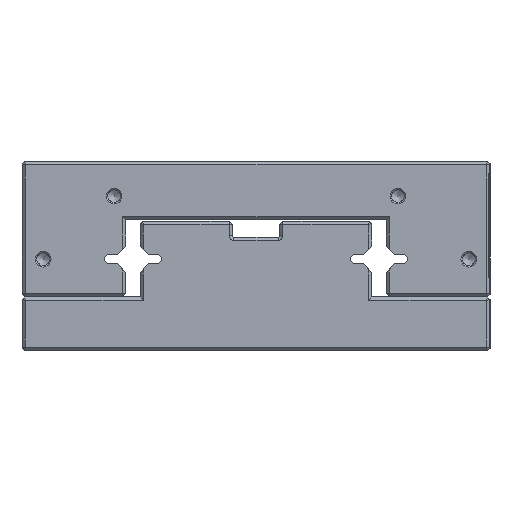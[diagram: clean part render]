
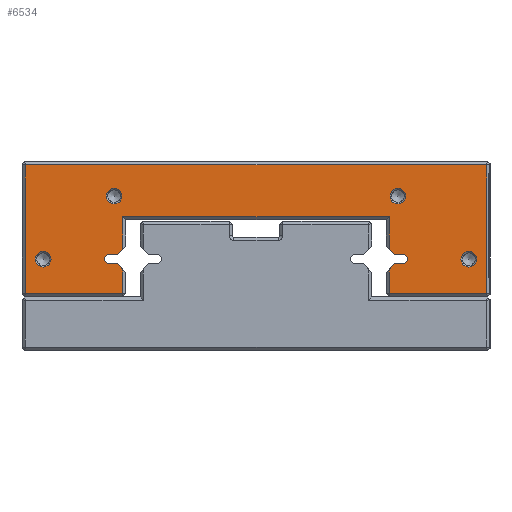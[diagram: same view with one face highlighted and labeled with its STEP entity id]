
A CAD part, left-side view. The second image highlights one B-rep face of the part: STEP entity #6534.
In plain terms, the highlighted planar face has unit normal (-1, 0, 0).
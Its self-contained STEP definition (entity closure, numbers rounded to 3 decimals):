
#5289=FACE_BOUND('',#10242,.T.);
#5290=FACE_BOUND('',#10243,.T.);
#5291=FACE_BOUND('',#10244,.T.);
#5292=FACE_BOUND('',#10245,.T.);
#5293=FACE_BOUND('',#10246,.T.);
#5960=CIRCLE('',#28112,1.5);
#5965=CIRCLE('',#28125,1.5);
#5971=CIRCLE('',#28137,2.5);
#5972=CIRCLE('',#28138,2.5);
#5973=CIRCLE('',#28139,2.5);
#5974=CIRCLE('',#28140,2.5);
#6534=ADVANCED_FACE('',(#5289,#5290,#5291,#5292,#5293),#7831,.T.);
#7831=PLANE('',#28141);
#10242=EDGE_LOOP('',(#13485,#13486,#13487,#13488,#13489,#13490,#13491,#13492,
#13493,#13494,#13495,#13496,#13497,#13498,#13499,#13500,#13501,#13502,#13503,
#13504,#13505,#13506,#13507,#13508));
#10243=EDGE_LOOP('',(#13509));
#10244=EDGE_LOOP('',(#13510));
#10245=EDGE_LOOP('',(#13511));
#10246=EDGE_LOOP('',(#13512));
#13485=ORIENTED_EDGE('',*,*,#21053,.F.);
#13486=ORIENTED_EDGE('',*,*,#21094,.T.);
#13487=ORIENTED_EDGE('',*,*,#21095,.T.);
#13488=ORIENTED_EDGE('',*,*,#21096,.T.);
#13489=ORIENTED_EDGE('',*,*,#21036,.F.);
#13490=ORIENTED_EDGE('',*,*,#21030,.F.);
#13491=ORIENTED_EDGE('',*,*,#21027,.F.);
#13492=ORIENTED_EDGE('',*,*,#21024,.F.);
#13493=ORIENTED_EDGE('',*,*,#21022,.F.);
#13494=ORIENTED_EDGE('',*,*,#21097,.T.);
#13495=ORIENTED_EDGE('',*,*,#21098,.T.);
#13496=ORIENTED_EDGE('',*,*,#21099,.T.);
#13497=ORIENTED_EDGE('',*,*,#21100,.T.);
#13498=ORIENTED_EDGE('',*,*,#21101,.T.);
#13499=ORIENTED_EDGE('',*,*,#21102,.T.);
#13500=ORIENTED_EDGE('',*,*,#21103,.T.);
#13501=ORIENTED_EDGE('',*,*,#21104,.T.);
#13502=ORIENTED_EDGE('',*,*,#21105,.T.);
#13503=ORIENTED_EDGE('',*,*,#21106,.T.);
#13504=ORIENTED_EDGE('',*,*,#21107,.T.);
#13505=ORIENTED_EDGE('',*,*,#21067,.F.);
#13506=ORIENTED_EDGE('',*,*,#21061,.F.);
#13507=ORIENTED_EDGE('',*,*,#21058,.F.);
#13508=ORIENTED_EDGE('',*,*,#21055,.F.);
#13509=ORIENTED_EDGE('',*,*,#21108,.T.);
#13510=ORIENTED_EDGE('',*,*,#21109,.T.);
#13511=ORIENTED_EDGE('',*,*,#21110,.T.);
#13512=ORIENTED_EDGE('',*,*,#21111,.T.);
#18666=VERTEX_POINT('',#37848);
#18667=VERTEX_POINT('',#37850);
#18668=VERTEX_POINT('',#37854);
#18670=VERTEX_POINT('',#37860);
#18672=VERTEX_POINT('',#37866);
#18677=VERTEX_POINT('',#37878);
#18689=VERTEX_POINT('',#37910);
#18690=VERTEX_POINT('',#37912);
#18691=VERTEX_POINT('',#37916);
#18693=VERTEX_POINT('',#37922);
#18695=VERTEX_POINT('',#37928);
#18700=VERTEX_POINT('',#37940);
#18723=VERTEX_POINT('',#37994);
#18724=VERTEX_POINT('',#37996);
#18725=VERTEX_POINT('',#37999);
#18726=VERTEX_POINT('',#38001);
#18727=VERTEX_POINT('',#38003);
#18728=VERTEX_POINT('',#38005);
#18729=VERTEX_POINT('',#38007);
#18730=VERTEX_POINT('',#38009);
#18731=VERTEX_POINT('',#38011);
#18732=VERTEX_POINT('',#38013);
#18733=VERTEX_POINT('',#38015);
#18734=VERTEX_POINT('',#38017);
#18735=VERTEX_POINT('',#38020);
#18736=VERTEX_POINT('',#38022);
#18737=VERTEX_POINT('',#38024);
#18738=VERTEX_POINT('',#38026);
#21022=EDGE_CURVE('',#18666,#18667,#23723,.T.);
#21024=EDGE_CURVE('',#18667,#18668,#23725,.T.);
#21027=EDGE_CURVE('',#18668,#18670,#5960,.T.);
#21030=EDGE_CURVE('',#18670,#18672,#23729,.T.);
#21036=EDGE_CURVE('',#18672,#18677,#23735,.T.);
#21053=EDGE_CURVE('',#18689,#18690,#23749,.T.);
#21055=EDGE_CURVE('',#18690,#18691,#23751,.T.);
#21058=EDGE_CURVE('',#18691,#18693,#5965,.T.);
#21061=EDGE_CURVE('',#18693,#18695,#23755,.T.);
#21067=EDGE_CURVE('',#18695,#18700,#23761,.T.);
#21094=EDGE_CURVE('',#18689,#18723,#23784,.T.);
#21095=EDGE_CURVE('',#18723,#18724,#23785,.T.);
#21096=EDGE_CURVE('',#18724,#18677,#23786,.T.);
#21097=EDGE_CURVE('',#18666,#18725,#23787,.T.);
#21098=EDGE_CURVE('',#18725,#18726,#23788,.T.);
#21099=EDGE_CURVE('',#18726,#18727,#23789,.T.);
#21100=EDGE_CURVE('',#18727,#18728,#23790,.T.);
#21101=EDGE_CURVE('',#18728,#18729,#23791,.T.);
#21102=EDGE_CURVE('',#18729,#18730,#23792,.T.);
#21103=EDGE_CURVE('',#18730,#18731,#23793,.T.);
#21104=EDGE_CURVE('',#18731,#18732,#23794,.T.);
#21105=EDGE_CURVE('',#18732,#18733,#23795,.T.);
#21106=EDGE_CURVE('',#18733,#18734,#23796,.T.);
#21107=EDGE_CURVE('',#18734,#18700,#23797,.T.);
#21108=EDGE_CURVE('',#18735,#18735,#5971,.T.);
#21109=EDGE_CURVE('',#18736,#18736,#5972,.T.);
#21110=EDGE_CURVE('',#18737,#18737,#5973,.T.);
#21111=EDGE_CURVE('',#18738,#18738,#5974,.T.);
#23723=LINE('',#37849,#26033);
#23725=LINE('',#37853,#26035);
#23729=LINE('',#37865,#26039);
#23735=LINE('',#37877,#26045);
#23749=LINE('',#37911,#26059);
#23751=LINE('',#37915,#26061);
#23755=LINE('',#37927,#26065);
#23761=LINE('',#37939,#26071);
#23784=LINE('',#37993,#26094);
#23785=LINE('',#37995,#26095);
#23786=LINE('',#37997,#26096);
#23787=LINE('',#37998,#26097);
#23788=LINE('',#38000,#26098);
#23789=LINE('',#38002,#26099);
#23790=LINE('',#38004,#26100);
#23791=LINE('',#38006,#26101);
#23792=LINE('',#38008,#26102);
#23793=LINE('',#38010,#26103);
#23794=LINE('',#38012,#26104);
#23795=LINE('',#38014,#26105);
#23796=LINE('',#38016,#26106);
#23797=LINE('',#38018,#26107);
#26033=VECTOR('',#31196,1.);
#26035=VECTOR('',#31200,1.);
#26039=VECTOR('',#31212,1.);
#26045=VECTOR('',#31220,1.);
#26059=VECTOR('',#31248,1.);
#26061=VECTOR('',#31252,1.);
#26065=VECTOR('',#31264,1.);
#26071=VECTOR('',#31272,1.);
#26094=VECTOR('',#31311,1.);
#26095=VECTOR('',#31312,1.);
#26096=VECTOR('',#31313,1.);
#26097=VECTOR('',#31314,1.);
#26098=VECTOR('',#31315,1.);
#26099=VECTOR('',#31316,1.);
#26100=VECTOR('',#31317,1.);
#26101=VECTOR('',#31318,1.);
#26102=VECTOR('',#31319,1.);
#26103=VECTOR('',#31320,1.);
#26104=VECTOR('',#31321,1.);
#26105=VECTOR('',#31322,1.);
#26106=VECTOR('',#31323,1.);
#26107=VECTOR('',#31324,1.);
#28112=AXIS2_PLACEMENT_3D('',#37859,#31205,#31206);
#28125=AXIS2_PLACEMENT_3D('',#37921,#31257,#31258);
#28137=AXIS2_PLACEMENT_3D('',#38019,#31325,#31326);
#28138=AXIS2_PLACEMENT_3D('',#38021,#31327,#31328);
#28139=AXIS2_PLACEMENT_3D('',#38023,#31329,#31330);
#28140=AXIS2_PLACEMENT_3D('',#38025,#31331,#31332);
#28141=AXIS2_PLACEMENT_3D('',#38027,#31333,#31334);
#31196=DIRECTION('',(0.,-0.707,0.707));
#31200=DIRECTION('',(0.,-1.,0.));
#31205=DIRECTION('',(-1.,0.,0.));
#31206=DIRECTION('',(0.,0.,-1.));
#31212=DIRECTION('',(0.,1.,0.));
#31220=DIRECTION('',(0.,0.707,0.707));
#31248=DIRECTION('',(0.,0.707,-0.707));
#31252=DIRECTION('',(0.,1.,0.));
#31257=DIRECTION('',(-1.,0.,0.));
#31258=DIRECTION('',(0.,0.,1.));
#31264=DIRECTION('',(0.,-1.,0.));
#31272=DIRECTION('',(0.,-0.707,-0.707));
#31311=DIRECTION('',(0.,0.,1.));
#31312=DIRECTION('',(0.,-1.,0.));
#31313=DIRECTION('',(0.,0.,-1.));
#31314=DIRECTION('',(0.,0.,-1.));
#31315=DIRECTION('',(0.,-1.,0.));
#31316=DIRECTION('',(0.,-0.707,0.707));
#31317=DIRECTION('',(0.,0.,1.));
#31318=DIRECTION('',(0.,0.707,0.707));
#31319=DIRECTION('',(0.,1.,0.));
#31320=DIRECTION('',(0.,0.707,-0.707));
#31321=DIRECTION('',(0.,0.,-1.));
#31322=DIRECTION('',(0.,-0.707,-0.707));
#31323=DIRECTION('',(0.,-1.,0.));
#31324=DIRECTION('',(0.,0.,1.));
#31325=DIRECTION('',(1.,0.,0.));
#31326=DIRECTION('',(0.,0.,-1.));
#31327=DIRECTION('',(1.,0.,0.));
#31328=DIRECTION('',(0.,0.,-1.));
#31329=DIRECTION('',(1.,0.,0.));
#31330=DIRECTION('',(0.,0.,-1.));
#31331=DIRECTION('',(1.,0.,0.));
#31332=DIRECTION('',(0.,0.,-1.));
#31333=DIRECTION('',(-1.,0.,0.));
#31334=DIRECTION('',(0.,0.,1.));
#37848=CARTESIAN_POINT('',(80.,31.95,25.886));
#37849=CARTESIAN_POINT('',(80.,32.95,24.886));
#37850=CARTESIAN_POINT('',(80.,30.336,27.5));
#37853=CARTESIAN_POINT('',(80.,30.336,27.5));
#37854=CARTESIAN_POINT('',(80.,27.7,27.5));
#37859=CARTESIAN_POINT('',(80.,27.7,29.));
#37860=CARTESIAN_POINT('',(80.,27.7,30.5));
#37865=CARTESIAN_POINT('',(80.,27.7,30.5));
#37866=CARTESIAN_POINT('',(80.,30.336,30.5));
#37877=CARTESIAN_POINT('',(80.,30.336,30.5));
#37878=CARTESIAN_POINT('',(80.,31.95,32.114));
#37910=CARTESIAN_POINT('',(80.,116.45,32.114));
#37911=CARTESIAN_POINT('',(80.,115.45,33.114));
#37912=CARTESIAN_POINT('',(80.,118.064,30.5));
#37915=CARTESIAN_POINT('',(80.,118.064,30.5));
#37916=CARTESIAN_POINT('',(80.,120.7,30.5));
#37921=CARTESIAN_POINT('',(80.,120.7,29.));
#37922=CARTESIAN_POINT('',(80.,120.7,27.5));
#37927=CARTESIAN_POINT('',(80.,120.7,27.5));
#37928=CARTESIAN_POINT('',(80.,118.064,27.5));
#37939=CARTESIAN_POINT('',(80.,118.064,27.5));
#37940=CARTESIAN_POINT('',(80.,116.45,25.886));
#37993=CARTESIAN_POINT('',(80.,116.45,41.5));
#37994=CARTESIAN_POINT('',(80.,116.45,42.5));
#37995=CARTESIAN_POINT('',(80.,32.95,42.5));
#37996=CARTESIAN_POINT('',(80.,31.95,42.5));
#37997=CARTESIAN_POINT('',(80.,31.95,33.114));
#37998=CARTESIAN_POINT('',(80.,31.95,17.2));
#37999=CARTESIAN_POINT('',(80.,31.95,18.2));
#38000=CARTESIAN_POINT('',(80.,0.7,18.2));
#38001=CARTESIAN_POINT('',(80.,1.114,18.2));
#38002=CARTESIAN_POINT('',(80.,9.007,10.307));
#38003=CARTESIAN_POINT('',(80.,1.,18.314));
#38004=CARTESIAN_POINT('',(80.,1.,59.3));
#38005=CARTESIAN_POINT('',(80.,1.,58.886));
#38006=CARTESIAN_POINT('',(80.,-0.593,57.293));
#38007=CARTESIAN_POINT('',(80.,1.114,59.));
#38008=CARTESIAN_POINT('',(80.,147.7,59.));
#38009=CARTESIAN_POINT('',(80.,147.286,59.));
#38010=CARTESIAN_POINT('',(80.,102.493,103.793));
#38011=CARTESIAN_POINT('',(80.,147.4,58.886));
#38012=CARTESIAN_POINT('',(80.,147.4,17.9));
#38013=CARTESIAN_POINT('',(80.,147.4,18.314));
#38014=CARTESIAN_POINT('',(80.,92.893,-36.193));
#38015=CARTESIAN_POINT('',(80.,147.286,18.2));
#38016=CARTESIAN_POINT('',(80.,115.45,18.2));
#38017=CARTESIAN_POINT('',(80.,116.45,18.2));
#38018=CARTESIAN_POINT('',(80.,116.45,24.886));
#38019=CARTESIAN_POINT('',(80.,141.7,29.));
#38020=CARTESIAN_POINT('',(80.,141.7,26.5));
#38021=CARTESIAN_POINT('',(80.,6.7,29.));
#38022=CARTESIAN_POINT('',(80.,6.7,26.5));
#38023=CARTESIAN_POINT('',(80.,29.2,49.));
#38024=CARTESIAN_POINT('',(80.,29.2,46.5));
#38025=CARTESIAN_POINT('',(80.,119.2,49.));
#38026=CARTESIAN_POINT('',(80.,119.2,46.5));
#38027=CARTESIAN_POINT('',(80.,27.7,29.));
